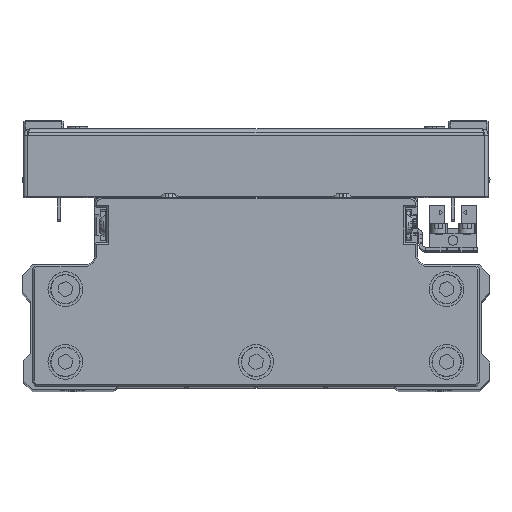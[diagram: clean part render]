
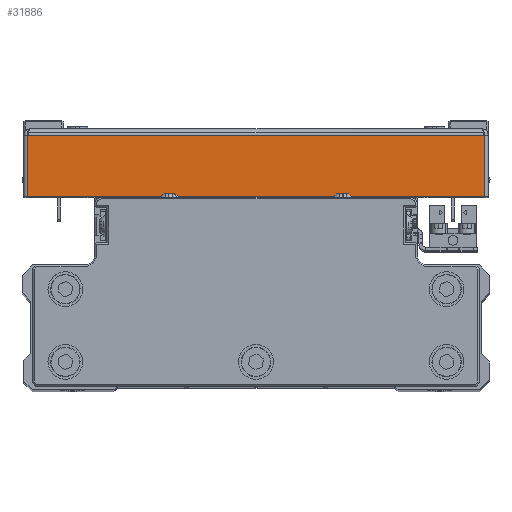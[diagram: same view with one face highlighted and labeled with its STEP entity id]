
A CAD part, top view. The second image highlights one B-rep face of the part: STEP entity #31886.
In plain terms, the highlighted face is planar.
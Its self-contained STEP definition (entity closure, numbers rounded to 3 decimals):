
#741 = CARTESIAN_POINT ( 'NONE',  ( 100., 1., -65.929 ) ) ;
#1136 = DIRECTION ( 'NONE',  ( 0., -1., 0. ) ) ;
#1806 = VECTOR ( 'NONE', #37193, 1000. ) ;
#3869 = PLANE ( 'NONE',  #8994 ) ;
#6622 = CARTESIAN_POINT ( 'NONE',  ( 100., 1., 67. ) ) ;
#7372 = CARTESIAN_POINT ( 'NONE',  ( 100., 18.5, -65.929 ) ) ;
#8994 = AXIS2_PLACEMENT_3D ( 'NONE', #18027, #31545, #1136 ) ;
#10109 = LINE ( 'NONE', #23652, #1806 ) ;
#12023 = CARTESIAN_POINT ( 'NONE',  ( 100., 0., 65.929 ) ) ;
#12546 = ORIENTED_EDGE ( 'NONE', *, *, #15542, .T. ) ;
#15542 = EDGE_CURVE ( 'NONE', #39966, #35709, #10109, .T. ) ;
#16467 = EDGE_CURVE ( 'NONE', #39966, #31270, #37029, .T. ) ;
#16588 = LINE ( 'NONE', #30122, #36063 ) ;
#16675 = ORIENTED_EDGE ( 'NONE', *, *, #35333, .T. ) ;
#18027 = CARTESIAN_POINT ( 'NONE',  ( 100., 0., 0. ) ) ;
#19905 = ORIENTED_EDGE ( 'NONE', *, *, #27649, .F. ) ;
#20148 = DIRECTION ( 'NONE',  ( 0., 0., 1. ) ) ;
#21079 = CARTESIAN_POINT ( 'NONE',  ( 100., 1., 65.929 ) ) ;
#23652 = CARTESIAN_POINT ( 'NONE',  ( 100., 0., -65.929 ) ) ;
#25306 = VECTOR ( 'NONE', #25548, 1000. ) ;
#25548 = DIRECTION ( 'NONE',  ( 0., 1., 0. ) ) ;
#27649 = EDGE_CURVE ( 'NONE', #31270, #33252, #42433, .T. ) ;
#30122 = CARTESIAN_POINT ( 'NONE',  ( 100., 18.5, 0. ) ) ;
#31270 = VERTEX_POINT ( 'NONE', #21079 ) ;
#31545 = DIRECTION ( 'NONE',  ( -1., 0., 0. ) ) ;
#31886 = ADVANCED_FACE ( 'NONE', ( #34294 ), #3869, .F. ) ;
#33224 = ORIENTED_EDGE ( 'NONE', *, *, #16467, .F. ) ;
#33252 = VERTEX_POINT ( 'NONE', #39603 ) ;
#34294 = FACE_OUTER_BOUND ( 'NONE', #35780, .T. ) ;
#35333 = EDGE_CURVE ( 'NONE', #35709, #33252, #16588, .T. ) ;
#35709 = VERTEX_POINT ( 'NONE', #7372 ) ;
#35780 = EDGE_LOOP ( 'NONE', ( #33224, #12546, #16675, #19905 ) ) ;
#36063 = VECTOR ( 'NONE', #43658, 1000. ) ;
#37029 = LINE ( 'NONE', #6622, #40142 ) ;
#37193 = DIRECTION ( 'NONE',  ( 0., 1., 0. ) ) ;
#39603 = CARTESIAN_POINT ( 'NONE',  ( 100., 18.5, 65.929 ) ) ;
#39966 = VERTEX_POINT ( 'NONE', #741 ) ;
#40142 = VECTOR ( 'NONE', #20148, 1000. ) ;
#42433 = LINE ( 'NONE', #12023, #25306 ) ;
#43658 = DIRECTION ( 'NONE',  ( 0., 0., 1. ) ) ;
